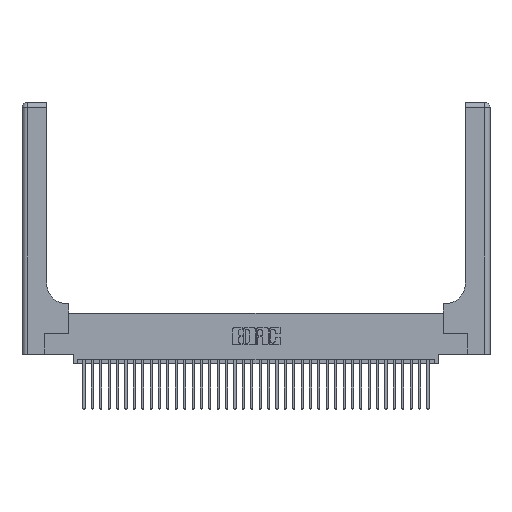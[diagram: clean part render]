
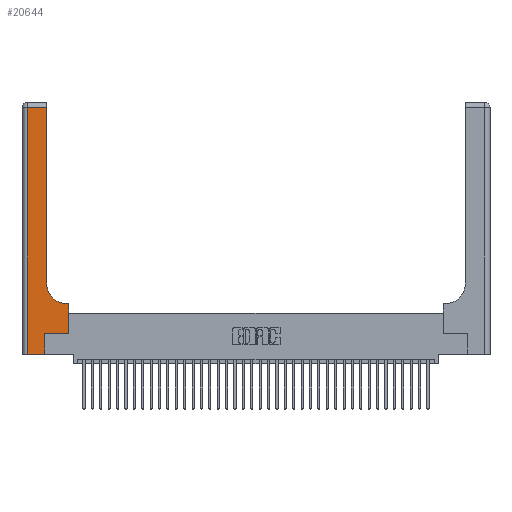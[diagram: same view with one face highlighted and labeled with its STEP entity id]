
A CAD part, top view. The second image highlights one B-rep face of the part: STEP entity #20644.
In plain terms, the highlighted planar face has unit normal (0, 0, 1).
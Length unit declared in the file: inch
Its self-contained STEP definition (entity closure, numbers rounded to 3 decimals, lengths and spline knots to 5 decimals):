
#45 = VERTEX_POINT ( 'NONE', #30899 ) ;
#820 = VERTEX_POINT ( 'NONE', #1767 ) ;
#1381 = CARTESIAN_POINT ( 'NONE',  ( 0.06, 0., 0.37 ) ) ;
#1767 = CARTESIAN_POINT ( 'NONE',  ( 0.269, 0.25, 0.37 ) ) ;
#2227 = LINE ( 'NONE', #29414, #35575 ) ;
#2506 = DIRECTION ( 'NONE',  ( -1., 0., 0. ) ) ;
#2636 = DIRECTION ( 'NONE',  ( 0., 0., -1. ) ) ;
#2747 = AXIS2_PLACEMENT_3D ( 'NONE', #24105, #32427, #8090 ) ;
#2757 = DIRECTION ( 'NONE',  ( -1., 0., 0. ) ) ;
#2800 = CARTESIAN_POINT ( 'NONE',  ( 0., 0., 0.37 ) ) ;
#3055 = VERTEX_POINT ( 'NONE', #14274 ) ;
#3731 = EDGE_CURVE ( 'NONE', #24642, #18519, #36598, .T. ) ;
#4114 = EDGE_CURVE ( 'NONE', #16123, #45, #5617, .T. ) ;
#5107 = EDGE_CURVE ( 'NONE', #15326, #29012, #2227, .T. ) ;
#5317 = DIRECTION ( 'NONE',  ( 1., 0., 0. ) ) ;
#5329 = AXIS2_PLACEMENT_3D ( 'NONE', #13885, #2636, #14540 ) ;
#5617 = LINE ( 'NONE', #38186, #9713 ) ;
#6259 = EDGE_CURVE ( 'NONE', #18519, #820, #29007, .T. ) ;
#6272 = DIRECTION ( 'NONE',  ( 0., 1., 0. ) ) ;
#6778 = LINE ( 'NONE', #24828, #8142 ) ;
#7705 = PLANE ( 'NONE',  #5329 ) ;
#7775 = ORIENTED_EDGE ( 'NONE', *, *, #3731, .T. ) ;
#8090 = DIRECTION ( 'NONE',  ( 1., 0., 0. ) ) ;
#8142 = VECTOR ( 'NONE', #30789, 39.37008 ) ;
#8487 = ORIENTED_EDGE ( 'NONE', *, *, #25471, .T. ) ;
#9029 = ORIENTED_EDGE ( 'NONE', *, *, #14487, .T. ) ;
#9713 = VECTOR ( 'NONE', #2757, 39.37008 ) ;
#10046 = LINE ( 'NONE', #26125, #16067 ) ;
#12208 = CIRCLE ( 'NONE', #2747, 0.25 ) ;
#12958 = ORIENTED_EDGE ( 'NONE', *, *, #6259, .T. ) ;
#13378 = LINE ( 'NONE', #32557, #36067 ) ;
#13503 = CARTESIAN_POINT ( 'NONE',  ( 0.5585, 0.25, 0.37 ) ) ;
#13885 = CARTESIAN_POINT ( 'NONE',  ( 0., 3., 0.37 ) ) ;
#14274 = CARTESIAN_POINT ( 'NONE',  ( 0.2915, 0.85, 0.37 ) ) ;
#14317 = ORIENTED_EDGE ( 'NONE', *, *, #27800, .T. ) ;
#14487 = EDGE_CURVE ( 'NONE', #29012, #24642, #23436, .T. ) ;
#14540 = DIRECTION ( 'NONE',  ( -1., 0., 0. ) ) ;
#15326 = VERTEX_POINT ( 'NONE', #17217 ) ;
#16067 = VECTOR ( 'NONE', #5317, 39.37008 ) ;
#16123 = VERTEX_POINT ( 'NONE', #18862 ) ;
#16229 = CARTESIAN_POINT ( 'NONE',  ( 0.06, 2.94, 0.37 ) ) ;
#17217 = CARTESIAN_POINT ( 'NONE',  ( 0.2915, 2.94, 0.37 ) ) ;
#18519 = VERTEX_POINT ( 'NONE', #26048 ) ;
#18862 = CARTESIAN_POINT ( 'NONE',  ( 0.5585, 0.6, 0.37 ) ) ;
#18974 = FACE_OUTER_BOUND ( 'NONE', #26811, .T. ) ;
#20636 = VECTOR ( 'NONE', #31718, 39.37008 ) ;
#20644 = ADVANCED_FACE ( 'NONE', ( #18974 ), #7705, .F. ) ;
#20804 = EDGE_CURVE ( 'NONE', #37094, #16123, #13378, .T. ) ;
#23436 = LINE ( 'NONE', #31835, #20636 ) ;
#23864 = DIRECTION ( 'NONE',  ( 0., 1., 0. ) ) ;
#24014 = ORIENTED_EDGE ( 'NONE', *, *, #4114, .T. ) ;
#24105 = CARTESIAN_POINT ( 'NONE',  ( 0.5415, 0.85, 0.37 ) ) ;
#24642 = VERTEX_POINT ( 'NONE', #1381 ) ;
#24828 = CARTESIAN_POINT ( 'NONE',  ( 0.2915, 3., 0.37 ) ) ;
#25471 = EDGE_CURVE ( 'NONE', #820, #37094, #10046, .T. ) ;
#25484 = VECTOR ( 'NONE', #27972, 39.37008 ) ;
#26048 = CARTESIAN_POINT ( 'NONE',  ( 0.269, 0., 0.37 ) ) ;
#26125 = CARTESIAN_POINT ( 'NONE',  ( 0.269, 0.25, 0.37 ) ) ;
#26811 = EDGE_LOOP ( 'NONE', ( #35888, #36609, #9029, #7775, #12958, #8487, #34438, #24014, #14317 ) ) ;
#27800 = EDGE_CURVE ( 'NONE', #45, #3055, #12208, .T. ) ;
#27972 = DIRECTION ( 'NONE',  ( 1., 0., 0. ) ) ;
#29007 = LINE ( 'NONE', #34072, #37349 ) ;
#29012 = VERTEX_POINT ( 'NONE', #16229 ) ;
#29414 = CARTESIAN_POINT ( 'NONE',  ( 0., 2.94, 0.37 ) ) ;
#30789 = DIRECTION ( 'NONE',  ( 0., 1., 0. ) ) ;
#30899 = CARTESIAN_POINT ( 'NONE',  ( 0.5415, 0.6, 0.37 ) ) ;
#31718 = DIRECTION ( 'NONE',  ( 0., -1., 0. ) ) ;
#31835 = CARTESIAN_POINT ( 'NONE',  ( 0.06, 3., 0.37 ) ) ;
#32427 = DIRECTION ( 'NONE',  ( 0., 0., -1. ) ) ;
#32557 = CARTESIAN_POINT ( 'NONE',  ( 0.5585, 0.25, 0.37 ) ) ;
#34072 = CARTESIAN_POINT ( 'NONE',  ( 0.269, 0., 0.37 ) ) ;
#34438 = ORIENTED_EDGE ( 'NONE', *, *, #20804, .T. ) ;
#35194 = EDGE_CURVE ( 'NONE', #3055, #15326, #6778, .T. ) ;
#35575 = VECTOR ( 'NONE', #2506, 39.37008 ) ;
#35888 = ORIENTED_EDGE ( 'NONE', *, *, #35194, .T. ) ;
#36067 = VECTOR ( 'NONE', #23864, 39.37008 ) ;
#36598 = LINE ( 'NONE', #2800, #25484 ) ;
#36609 = ORIENTED_EDGE ( 'NONE', *, *, #5107, .T. ) ;
#37094 = VERTEX_POINT ( 'NONE', #13503 ) ;
#37349 = VECTOR ( 'NONE', #6272, 39.37008 ) ;
#38186 = CARTESIAN_POINT ( 'NONE',  ( 0.2915, 0.6, 0.37 ) ) ;
